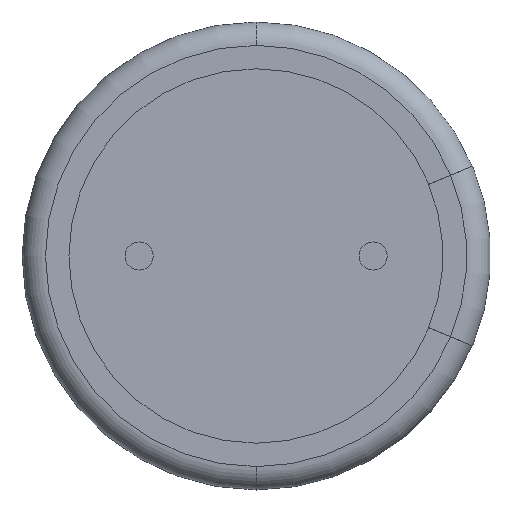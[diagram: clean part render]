
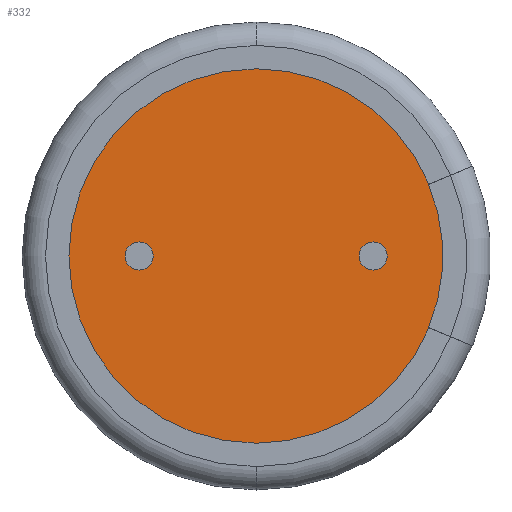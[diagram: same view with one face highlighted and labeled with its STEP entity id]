
A CAD part, front view. The second image highlights one B-rep face of the part: STEP entity #332.
In plain terms, the highlighted planar face has unit normal (0, -1, 0).
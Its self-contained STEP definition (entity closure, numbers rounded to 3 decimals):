
#16 = FACE_BOUND ( 'NONE', #1529, .T. ) ;
#58 = CARTESIAN_POINT ( 'NONE',  ( 2.5, 0.3, 0. ) ) ;
#60 = CIRCLE ( 'NONE', #523, 0.3 ) ;
#73 = ORIENTED_EDGE ( 'NONE', *, *, #183, .T. ) ;
#98 = EDGE_LOOP ( 'NONE', ( #1887, #648, #1063, #584, #383, #73 ) ) ;
#121 = VERTEX_POINT ( 'NONE', #591 ) ;
#135 = DIRECTION ( 'NONE',  ( 0., 0., -1. ) ) ;
#146 = VERTEX_POINT ( 'NONE', #1630 ) ;
#183 = EDGE_CURVE ( 'NONE', #675, #213, #2063, .T. ) ;
#213 = VERTEX_POINT ( 'NONE', #2082 ) ;
#226 = CARTESIAN_POINT ( 'NONE',  ( 3.694, 0.3, 1.534 ) ) ;
#237 = DIRECTION ( 'NONE',  ( 0., 0., 1. ) ) ;
#263 = EDGE_CURVE ( 'NONE', #267, #121, #1394, .T. ) ;
#267 = VERTEX_POINT ( 'NONE', #1750 ) ;
#272 = AXIS2_PLACEMENT_3D ( 'NONE', #1367, #327, #1536 ) ;
#273 = ORIENTED_EDGE ( 'NONE', *, *, #1784, .F. ) ;
#298 = CARTESIAN_POINT ( 'NONE',  ( -2.5, 0.3, -0.3 ) ) ;
#304 = CARTESIAN_POINT ( 'NONE',  ( 2.5, 0.3, 0. ) ) ;
#327 = DIRECTION ( 'NONE',  ( 0., -1., 0. ) ) ;
#332 = ADVANCED_FACE ( 'NONE', ( #419, #16, #1345 ), #1072, .T. ) ;
#383 = ORIENTED_EDGE ( 'NONE', *, *, #416, .T. ) ;
#390 = CARTESIAN_POINT ( 'NONE',  ( -2.5, 0.3, 0. ) ) ;
#416 = EDGE_CURVE ( 'NONE', #121, #675, #1688, .T. ) ;
#419 = FACE_OUTER_BOUND ( 'NONE', #98, .T. ) ;
#481 = DIRECTION ( 'NONE',  ( 0., 0., 1. ) ) ;
#490 = VERTEX_POINT ( 'NONE', #616 ) ;
#494 = ORIENTED_EDGE ( 'NONE', *, *, #2182, .F. ) ;
#523 = AXIS2_PLACEMENT_3D ( 'NONE', #304, #1504, #481 ) ;
#554 = CARTESIAN_POINT ( 'NONE',  ( 0., 0.3, 0. ) ) ;
#568 = DIRECTION ( 'NONE',  ( 0., 0., -1. ) ) ;
#584 = ORIENTED_EDGE ( 'NONE', *, *, #263, .T. ) ;
#591 = CARTESIAN_POINT ( 'NONE',  ( 3.694, 0.3, -1.534 ) ) ;
#616 = CARTESIAN_POINT ( 'NONE',  ( -2.5, 0.3, 0.3 ) ) ;
#632 = AXIS2_PLACEMENT_3D ( 'NONE', #1971, #951, #2144 ) ;
#648 = ORIENTED_EDGE ( 'NONE', *, *, #996, .T. ) ;
#663 = CARTESIAN_POINT ( 'NONE',  ( 3.686, 0.3, -1.531 ) ) ;
#675 = VERTEX_POINT ( 'NONE', #663 ) ;
#679 = CARTESIAN_POINT ( 'NONE',  ( 2.5, 0.3, 0.3 ) ) ;
#682 = EDGE_CURVE ( 'NONE', #146, #267, #773, .T. ) ;
#726 = DIRECTION ( 'NONE',  ( 0., 0., -1. ) ) ;
#737 = DIRECTION ( 'NONE',  ( 0., -1., 0. ) ) ;
#773 = CIRCLE ( 'NONE', #272, 4. ) ;
#776 = CARTESIAN_POINT ( 'NONE',  ( 0., 0.3, 0. ) ) ;
#827 = VECTOR ( 'NONE', #2073, 1000. ) ;
#832 = ORIENTED_EDGE ( 'NONE', *, *, #1109, .F. ) ;
#864 = ORIENTED_EDGE ( 'NONE', *, *, #1843, .F. ) ;
#880 = LINE ( 'NONE', #1724, #827 ) ;
#887 = EDGE_LOOP ( 'NONE', ( #864, #832 ) ) ;
#930 = CIRCLE ( 'NONE', #2214, 4. ) ;
#946 = AXIS2_PLACEMENT_3D ( 'NONE', #554, #1754, #726 ) ;
#947 = DIRECTION ( 'NONE',  ( 0., 0., -1. ) ) ;
#951 = DIRECTION ( 'NONE',  ( 0., -1., 0. ) ) ;
#991 = VERTEX_POINT ( 'NONE', #1962 ) ;
#996 = EDGE_CURVE ( 'NONE', #1827, #146, #930, .T. ) ;
#1063 = ORIENTED_EDGE ( 'NONE', *, *, #682, .T. ) ;
#1072 = PLANE ( 'NONE',  #1975 ) ;
#1092 = VERTEX_POINT ( 'NONE', #298 ) ;
#1109 = EDGE_CURVE ( 'NONE', #991, #1239, #60, .T. ) ;
#1168 = DIRECTION ( 'NONE',  ( 0., -1., 0. ) ) ;
#1219 = CIRCLE ( 'NONE', #1622, 0.3 ) ;
#1226 = VECTOR ( 'NONE', #2140, 1000. ) ;
#1239 = VERTEX_POINT ( 'NONE', #679 ) ;
#1270 = DIRECTION ( 'NONE',  ( 0., -1., 0. ) ) ;
#1345 = FACE_BOUND ( 'NONE', #887, .T. ) ;
#1350 = EDGE_CURVE ( 'NONE', #1827, #213, #880, .T. ) ;
#1367 = CARTESIAN_POINT ( 'NONE',  ( 0., 0.3, 0. ) ) ;
#1394 = CIRCLE ( 'NONE', #946, 4. ) ;
#1504 = DIRECTION ( 'NONE',  ( 0., -1., 0. ) ) ;
#1529 = EDGE_LOOP ( 'NONE', ( #494, #273 ) ) ;
#1536 = DIRECTION ( 'NONE',  ( 0., 0., -1. ) ) ;
#1598 = DIRECTION ( 'NONE',  ( 0., -1., 0. ) ) ;
#1622 = AXIS2_PLACEMENT_3D ( 'NONE', #390, #1598, #568 ) ;
#1630 = CARTESIAN_POINT ( 'NONE',  ( 0., 0.3, 4. ) ) ;
#1688 = LINE ( 'NONE', #1968, #1226 ) ;
#1724 = CARTESIAN_POINT ( 'NONE',  ( -0.001, 0.3, 0.004 ) ) ;
#1750 = CARTESIAN_POINT ( 'NONE',  ( 0., 0.3, -4. ) ) ;
#1754 = DIRECTION ( 'NONE',  ( 0., -1., 0. ) ) ;
#1765 = CARTESIAN_POINT ( 'NONE',  ( 0., 0.3, 0. ) ) ;
#1784 = EDGE_CURVE ( 'NONE', #1092, #490, #1219, .T. ) ;
#1827 = VERTEX_POINT ( 'NONE', #226 ) ;
#1843 = EDGE_CURVE ( 'NONE', #1239, #991, #2132, .T. ) ;
#1846 = AXIS2_PLACEMENT_3D ( 'NONE', #58, #1270, #237 ) ;
#1887 = ORIENTED_EDGE ( 'NONE', *, *, #1350, .F. ) ;
#1932 = DIRECTION ( 'NONE',  ( 0., 0., -1. ) ) ;
#1962 = CARTESIAN_POINT ( 'NONE',  ( 2.5, 0.3, -0.3 ) ) ;
#1967 = DIRECTION ( 'NONE',  ( 0., -1., 0. ) ) ;
#1968 = CARTESIAN_POINT ( 'NONE',  ( -0.001, 0.3, -0.004 ) ) ;
#1971 = CARTESIAN_POINT ( 'NONE',  ( -2.5, 0.3, 0. ) ) ;
#1975 = AXIS2_PLACEMENT_3D ( 'NONE', #1765, #737, #1932 ) ;
#1992 = CIRCLE ( 'NONE', #632, 0.3 ) ;
#2024 = AXIS2_PLACEMENT_3D ( 'NONE', #2193, #1168, #135 ) ;
#2063 = CIRCLE ( 'NONE', #2024, 4. ) ;
#2073 = DIRECTION ( 'NONE',  ( -0.924, 0., -0.383 ) ) ;
#2082 = CARTESIAN_POINT ( 'NONE',  ( 3.686, 0.3, 1.531 ) ) ;
#2132 = CIRCLE ( 'NONE', #1846, 0.3 ) ;
#2140 = DIRECTION ( 'NONE',  ( -0.924, 0., 0.383 ) ) ;
#2144 = DIRECTION ( 'NONE',  ( 0., 0., -1. ) ) ;
#2182 = EDGE_CURVE ( 'NONE', #490, #1092, #1992, .T. ) ;
#2193 = CARTESIAN_POINT ( 'NONE',  ( -0.01, 0.3, 0. ) ) ;
#2214 = AXIS2_PLACEMENT_3D ( 'NONE', #776, #1967, #947 ) ;
